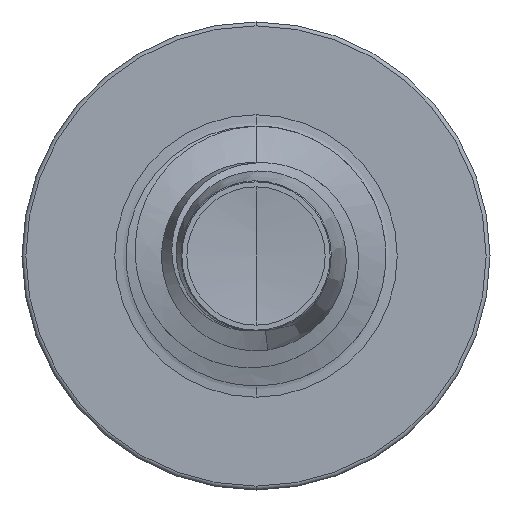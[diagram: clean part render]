
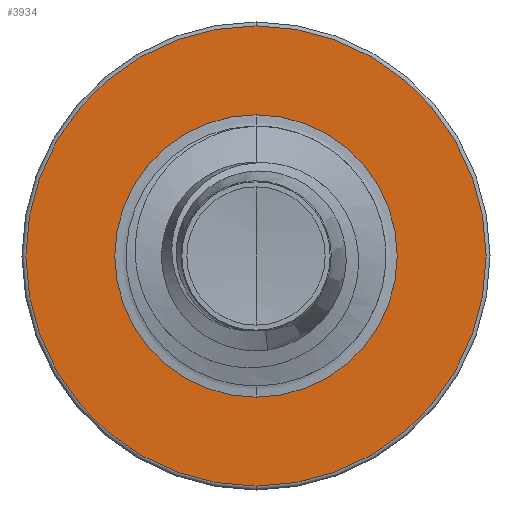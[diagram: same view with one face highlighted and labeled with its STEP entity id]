
A CAD part, front view. The second image highlights one B-rep face of the part: STEP entity #3934.
In plain terms, the highlighted planar face has unit normal (0, -1, 0).
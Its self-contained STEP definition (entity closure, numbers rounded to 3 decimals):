
#100 = VERTEX_POINT ( 'NONE', #5493 ) ;
#120 = DIRECTION ( 'NONE',  ( 0., 0., 1. ) ) ;
#126 = DIRECTION ( 'NONE',  ( 0., 1., 0. ) ) ;
#144 = CARTESIAN_POINT ( 'NONE',  ( 0., 2., -1.086 ) ) ;
#238 = EDGE_CURVE ( 'NONE', #5946, #100, #7273, .T. ) ;
#376 = PLANE ( 'NONE',  #1411 ) ;
#724 = EDGE_CURVE ( 'NONE', #4838, #3296, #6495, .T. ) ;
#952 = EDGE_LOOP ( 'NONE', ( #4089, #987 ) ) ;
#987 = ORIENTED_EDGE ( 'NONE', *, *, #1618, .T. ) ;
#1411 = AXIS2_PLACEMENT_3D ( 'NONE', #144, #126, #120 ) ;
#1423 = FACE_BOUND ( 'NONE', #952, .T. ) ;
#1618 = EDGE_CURVE ( 'NONE', #100, #5946, #7201, .T. ) ;
#1886 = CARTESIAN_POINT ( 'NONE',  ( 0., 2., 1.77 ) ) ;
#2298 = DIRECTION ( 'NONE',  ( 0., 1., 0. ) ) ;
#2299 = CARTESIAN_POINT ( 'NONE',  ( 0., 2., 0. ) ) ;
#2354 = DIRECTION ( 'NONE',  ( 0., 0., 1. ) ) ;
#2734 = CIRCLE ( 'NONE', #5893, 1.77 ) ;
#2925 = AXIS2_PLACEMENT_3D ( 'NONE', #4703, #6211, #6944 ) ;
#3029 = DIRECTION ( 'NONE',  ( 0., 0., 1. ) ) ;
#3035 = DIRECTION ( 'NONE',  ( 0., 1., 0. ) ) ;
#3044 = CARTESIAN_POINT ( 'NONE',  ( 0., 2., 0. ) ) ;
#3153 = FACE_OUTER_BOUND ( 'NONE', #4582, .T. ) ;
#3296 = VERTEX_POINT ( 'NONE', #1886 ) ;
#3934 = ADVANCED_FACE ( 'NONE', ( #3153, #1423 ), #376, .F. ) ;
#4089 = ORIENTED_EDGE ( 'NONE', *, *, #238, .T. ) ;
#4582 = EDGE_LOOP ( 'NONE', ( #4611, #4675 ) ) ;
#4611 = ORIENTED_EDGE ( 'NONE', *, *, #6291, .F. ) ;
#4675 = ORIENTED_EDGE ( 'NONE', *, *, #724, .F. ) ;
#4703 = CARTESIAN_POINT ( 'NONE',  ( 0., 2., 0. ) ) ;
#4838 = VERTEX_POINT ( 'NONE', #6157 ) ;
#5493 = CARTESIAN_POINT ( 'NONE',  ( 0., 2., -1.086 ) ) ;
#5870 = CARTESIAN_POINT ( 'NONE',  ( 0., 2., 1.086 ) ) ;
#5893 = AXIS2_PLACEMENT_3D ( 'NONE', #3044, #3035, #3029 ) ;
#5946 = VERTEX_POINT ( 'NONE', #5870 ) ;
#5962 = AXIS2_PLACEMENT_3D ( 'NONE', #6309, #6304, #6303 ) ;
#6157 = CARTESIAN_POINT ( 'NONE',  ( 0., 2., -1.77 ) ) ;
#6211 = DIRECTION ( 'NONE',  ( 0., 1., 0. ) ) ;
#6291 = EDGE_CURVE ( 'NONE', #3296, #4838, #2734, .T. ) ;
#6301 = AXIS2_PLACEMENT_3D ( 'NONE', #2299, #2298, #2354 ) ;
#6303 = DIRECTION ( 'NONE',  ( 0., 0., 1. ) ) ;
#6304 = DIRECTION ( 'NONE',  ( 0., 1., 0. ) ) ;
#6309 = CARTESIAN_POINT ( 'NONE',  ( 0., 2., 0. ) ) ;
#6495 = CIRCLE ( 'NONE', #6301, 1.77 ) ;
#6944 = DIRECTION ( 'NONE',  ( 0., 0., 1. ) ) ;
#7201 = CIRCLE ( 'NONE', #5962, 1.086 ) ;
#7273 = CIRCLE ( 'NONE', #2925, 1.086 ) ;
